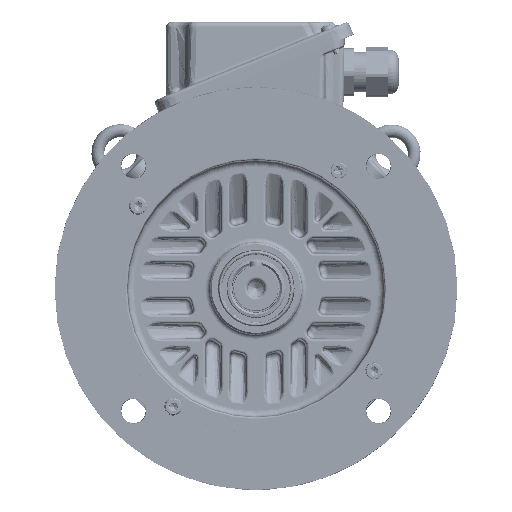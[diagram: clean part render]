
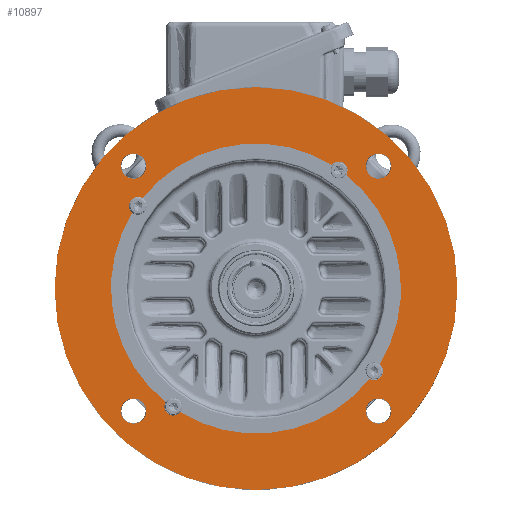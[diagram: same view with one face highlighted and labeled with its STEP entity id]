
A CAD part, top view. The second image highlights one B-rep face of the part: STEP entity #10897.
In plain terms, the highlighted planar face has unit normal (0, 0, 1).
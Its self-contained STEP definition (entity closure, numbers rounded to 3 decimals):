
#9437=FACE_BOUND('',#19981,.T.);
#9438=FACE_BOUND('',#19982,.T.);
#9439=FACE_BOUND('',#19983,.T.);
#9440=FACE_BOUND('',#19984,.T.);
#9441=FACE_BOUND('',#19985,.T.);
#9442=FACE_BOUND('',#19986,.T.);
#10897=ADVANCED_FACE('',(#9437,#9438,#9439,#9440,#9441,#9442),#14637,.T.);
#14637=PLANE('',#74435);
#19981=EDGE_LOOP('',(#31920,#31921,#31922,#31923,#31924,#31925,#31926,#31927));
#19982=EDGE_LOOP('',(#31928));
#19983=EDGE_LOOP('',(#31929));
#19984=EDGE_LOOP('',(#31930));
#19985=EDGE_LOOP('',(#31931));
#19986=EDGE_LOOP('',(#31932));
#24477=CIRCLE('',#74411,5.5);
#24480=CIRCLE('',#74415,5.5);
#24483=CIRCLE('',#74419,5.5);
#24487=CIRCLE('',#74425,5.5);
#24488=CIRCLE('',#74426,90.);
#24489=CIRCLE('',#74427,90.);
#24490=CIRCLE('',#74428,90.);
#24491=CIRCLE('',#74429,90.);
#24492=CIRCLE('',#74430,125.);
#24493=CIRCLE('',#74431,7.834);
#24494=CIRCLE('',#74432,7.834);
#24495=CIRCLE('',#74433,7.834);
#24496=CIRCLE('',#74434,7.834);
#31920=ORIENTED_EDGE('',*,*,#57604,.F.);
#31921=ORIENTED_EDGE('',*,*,#57605,.T.);
#31922=ORIENTED_EDGE('',*,*,#57588,.F.);
#31923=ORIENTED_EDGE('',*,*,#57606,.T.);
#31924=ORIENTED_EDGE('',*,*,#57593,.F.);
#31925=ORIENTED_EDGE('',*,*,#57607,.T.);
#31926=ORIENTED_EDGE('',*,*,#57598,.F.);
#31927=ORIENTED_EDGE('',*,*,#57608,.T.);
#31928=ORIENTED_EDGE('',*,*,#57609,.F.);
#31929=ORIENTED_EDGE('',*,*,#57610,.T.);
#31930=ORIENTED_EDGE('',*,*,#57611,.T.);
#31931=ORIENTED_EDGE('',*,*,#57612,.T.);
#31932=ORIENTED_EDGE('',*,*,#57613,.T.);
#49585=VERTEX_POINT('',#104808);
#49586=VERTEX_POINT('',#104809);
#49590=VERTEX_POINT('',#104819);
#49591=VERTEX_POINT('',#104820);
#49595=VERTEX_POINT('',#104830);
#49596=VERTEX_POINT('',#104831);
#49601=VERTEX_POINT('',#104844);
#49602=VERTEX_POINT('',#104845);
#49603=VERTEX_POINT('',#104851);
#49604=VERTEX_POINT('',#104853);
#49605=VERTEX_POINT('',#104855);
#49606=VERTEX_POINT('',#104857);
#49607=VERTEX_POINT('',#104859);
#57588=EDGE_CURVE('',#49585,#49586,#24477,.T.);
#57593=EDGE_CURVE('',#49590,#49591,#24480,.T.);
#57598=EDGE_CURVE('',#49595,#49596,#24483,.T.);
#57604=EDGE_CURVE('',#49601,#49602,#24487,.T.);
#57605=EDGE_CURVE('',#49601,#49586,#24488,.T.);
#57606=EDGE_CURVE('',#49585,#49591,#24489,.T.);
#57607=EDGE_CURVE('',#49590,#49596,#24490,.T.);
#57608=EDGE_CURVE('',#49595,#49602,#24491,.T.);
#57609=EDGE_CURVE('',#49603,#49603,#24492,.T.);
#57610=EDGE_CURVE('',#49604,#49604,#24493,.T.);
#57611=EDGE_CURVE('',#49605,#49605,#24494,.T.);
#57612=EDGE_CURVE('',#49606,#49606,#24495,.T.);
#57613=EDGE_CURVE('',#49607,#49607,#24496,.T.);
#74411=AXIS2_PLACEMENT_3D('',#104807,#84679,#84680);
#74415=AXIS2_PLACEMENT_3D('',#104818,#84689,#84690);
#74419=AXIS2_PLACEMENT_3D('',#104829,#84699,#84700);
#74425=AXIS2_PLACEMENT_3D('',#104843,#84713,#84714);
#74426=AXIS2_PLACEMENT_3D('',#104846,#84715,#84716);
#74427=AXIS2_PLACEMENT_3D('',#104847,#84717,#84718);
#74428=AXIS2_PLACEMENT_3D('',#104848,#84719,#84720);
#74429=AXIS2_PLACEMENT_3D('',#104849,#84721,#84722);
#74430=AXIS2_PLACEMENT_3D('',#104850,#84723,#84724);
#74431=AXIS2_PLACEMENT_3D('',#104852,#84725,#84726);
#74432=AXIS2_PLACEMENT_3D('',#104854,#84727,#84728);
#74433=AXIS2_PLACEMENT_3D('',#104856,#84729,#84730);
#74434=AXIS2_PLACEMENT_3D('',#104858,#84731,#84732);
#74435=AXIS2_PLACEMENT_3D('',#104860,#84733,#84734);
#84679=DIRECTION('',(0.,0.,1.));
#84680=DIRECTION('',(1.,0.,0.));
#84689=DIRECTION('',(0.,0.,1.));
#84690=DIRECTION('',(1.,0.,0.));
#84699=DIRECTION('',(0.,0.,1.));
#84700=DIRECTION('',(1.,0.,0.));
#84713=DIRECTION('',(0.,0.,1.));
#84714=DIRECTION('',(1.,0.,0.));
#84715=DIRECTION('',(0.,0.,-1.));
#84716=DIRECTION('',(1.,0.,0.));
#84717=DIRECTION('',(0.,0.,-1.));
#84718=DIRECTION('',(1.,0.,0.));
#84719=DIRECTION('',(0.,0.,-1.));
#84720=DIRECTION('',(1.,0.,0.));
#84721=DIRECTION('',(0.,0.,-1.));
#84722=DIRECTION('',(1.,0.,0.));
#84723=DIRECTION('',(0.,0.,-1.));
#84724=DIRECTION('',(1.,0.,0.));
#84725=DIRECTION('',(0.,0.,-1.));
#84726=DIRECTION('',(1.,0.,0.));
#84727=DIRECTION('',(0.,0.,-1.));
#84728=DIRECTION('',(1.,0.,0.));
#84729=DIRECTION('',(0.,0.,-1.));
#84730=DIRECTION('',(1.,0.,0.));
#84731=DIRECTION('',(0.,0.,-1.));
#84732=DIRECTION('',(1.,0.,0.));
#84733=DIRECTION('',(0.,0.,1.));
#84734=DIRECTION('',(1.,0.,0.));
#104807=CARTESIAN_POINT('',(-51.335,-73.314,0.));
#104808=CARTESIAN_POINT('',(-56.023,-70.437,0.));
#104809=CARTESIAN_POINT('',(-47.029,-76.735,0.));
#104818=CARTESIAN_POINT('',(-73.314,51.335,0.));
#104819=CARTESIAN_POINT('',(-70.437,56.023,0.));
#104820=CARTESIAN_POINT('',(-76.735,47.029,0.));
#104829=CARTESIAN_POINT('',(51.335,73.314,0.));
#104830=CARTESIAN_POINT('',(56.023,70.437,0.));
#104831=CARTESIAN_POINT('',(47.029,76.735,0.));
#104843=CARTESIAN_POINT('',(73.314,-51.335,0.));
#104844=CARTESIAN_POINT('',(70.437,-56.023,0.));
#104845=CARTESIAN_POINT('',(76.735,-47.029,0.));
#104846=CARTESIAN_POINT('',(0.,0.,0.));
#104847=CARTESIAN_POINT('',(0.,0.,0.));
#104848=CARTESIAN_POINT('',(0.,0.,0.));
#104849=CARTESIAN_POINT('',(0.,0.,0.));
#104850=CARTESIAN_POINT('',(0.,0.,0.));
#104851=CARTESIAN_POINT('',(125.,0.,0.));
#104852=CARTESIAN_POINT('',(76.014,76.014,0.));
#104853=CARTESIAN_POINT('',(83.848,76.014,0.));
#104854=CARTESIAN_POINT('',(76.014,-76.014,0.));
#104855=CARTESIAN_POINT('',(83.848,-76.014,0.));
#104856=CARTESIAN_POINT('',(-76.014,-76.014,0.));
#104857=CARTESIAN_POINT('',(-68.18,-76.014,0.));
#104858=CARTESIAN_POINT('',(-76.014,76.014,0.));
#104859=CARTESIAN_POINT('',(-68.18,76.014,0.));
#104860=CARTESIAN_POINT('',(0.,90.,0.));
